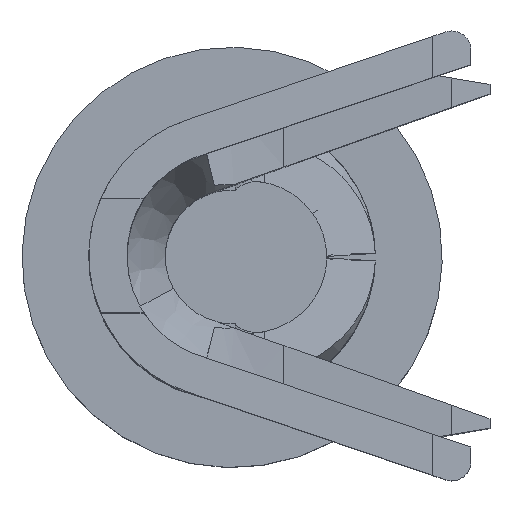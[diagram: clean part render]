
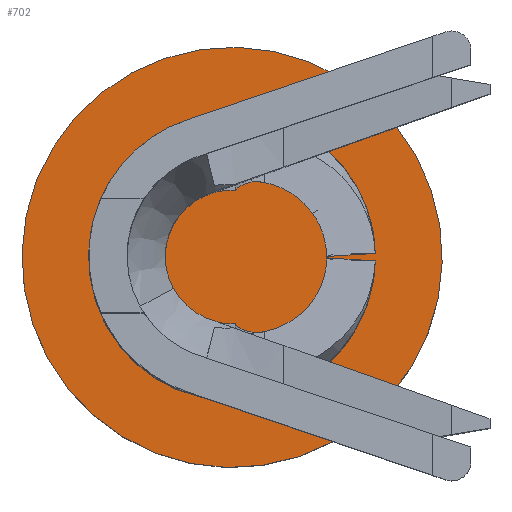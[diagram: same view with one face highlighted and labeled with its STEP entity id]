
A CAD part, top view. The second image highlights one B-rep face of the part: STEP entity #702.
In plain terms, the highlighted planar face has unit normal (0, 0, 1).
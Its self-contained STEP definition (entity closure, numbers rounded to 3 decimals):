
#168=AXIS2_PLACEMENT_3D('Circle Axis2P3D',#166,#167,$) ;
#224=AXIS2_PLACEMENT_3D('Circle Axis2P3D',#222,#223,$) ;
#248=AXIS2_PLACEMENT_3D('Circle Axis2P3D',#246,#247,$) ;
#283=AXIS2_PLACEMENT_3D('Circle Axis2P3D',#281,#282,$) ;
#571=AXIS2_PLACEMENT_3D('Circle Axis2P3D',#569,#570,$) ;
#591=AXIS2_PLACEMENT_3D('Circle Axis2P3D',#589,#590,$) ;
#619=AXIS2_PLACEMENT_3D('Circle Axis2P3D',#617,#618,$) ;
#639=AXIS2_PLACEMENT_3D('Circle Axis2P3D',#637,#638,$) ;
#686=AXIS2_PLACEMENT_3D('Plane Axis2P3D',#683,#684,#685) ;
#166=CARTESIAN_POINT('Axis2P3D Location',(1.1,1.177,9.9)) ;
#170=CARTESIAN_POINT('Vertex',(1.583,1.441,9.9)) ;
#172=CARTESIAN_POINT('Vertex',(0.617,0.914,9.9)) ;
#219=CARTESIAN_POINT('Vertex',(1.758,1.537,9.9)) ;
#222=CARTESIAN_POINT('Axis2P3D Location',(1.1,1.177,9.9)) ;
#226=CARTESIAN_POINT('Vertex',(0.442,0.818,9.9)) ;
#246=CARTESIAN_POINT('Axis2P3D Location',(1.1,1.177,9.9)) ;
#250=CARTESIAN_POINT('Vertex',(2.065,1.705,9.9)) ;
#252=CARTESIAN_POINT('Vertex',(0.135,0.65,9.9)) ;
#281=CARTESIAN_POINT('Axis2P3D Location',(1.1,1.177,9.9)) ;
#569=CARTESIAN_POINT('Axis2P3D Location',(1.1,1.177,9.9)) ;
#573=CARTESIAN_POINT('Vertex',(1.843,1.071,9.9)) ;
#589=CARTESIAN_POINT('Axis2P3D Location',(1.1,1.177,9.9)) ;
#593=CARTESIAN_POINT('Vertex',(1.843,1.283,9.9)) ;
#614=CARTESIAN_POINT('Vertex',(1.64,1.071,9.9)) ;
#617=CARTESIAN_POINT('Axis2P3D Location',(1.1,1.177,9.9)) ;
#634=CARTESIAN_POINT('Vertex',(1.64,1.283,9.9)) ;
#637=CARTESIAN_POINT('Axis2P3D Location',(1.1,1.177,9.9)) ;
#654=CARTESIAN_POINT('Line Origine',(1.741,1.071,9.9)) ;
#671=CARTESIAN_POINT('Line Origine',(1.741,1.283,9.9)) ;
#683=CARTESIAN_POINT('Axis2P3D Location',(1.65,1.177,9.9)) ;
#167=DIRECTION('Axis2P3D Direction',(0.,-0.,1.)) ;
#223=DIRECTION('Axis2P3D Direction',(0.,-0.,1.)) ;
#247=DIRECTION('Axis2P3D Direction',(0.,-0.,1.)) ;
#282=DIRECTION('Axis2P3D Direction',(0.,-0.,1.)) ;
#570=DIRECTION('Axis2P3D Direction',(0.,-0.,1.)) ;
#590=DIRECTION('Axis2P3D Direction',(0.,-0.,1.)) ;
#618=DIRECTION('Axis2P3D Direction',(0.,-0.,1.)) ;
#638=DIRECTION('Axis2P3D Direction',(0.,-0.,1.)) ;
#655=DIRECTION('Vector Direction',(1.,0.,0.)) ;
#672=DIRECTION('Vector Direction',(1.,0.,0.)) ;
#684=DIRECTION('Axis2P3D Direction',(0.,-0.,1.)) ;
#685=DIRECTION('Axis2P3D XDirection',(1.,0.,0.)) ;
#656=VECTOR('Line Direction',#655,1.) ;
#673=VECTOR('Line Direction',#672,1.) ;
#689=ORIENTED_EDGE('',*,*,#285,.T.) ;
#690=ORIENTED_EDGE('',*,*,#254,.T.) ;
#693=ORIENTED_EDGE('',*,*,#641,.T.) ;
#694=ORIENTED_EDGE('',*,*,#174,.T.) ;
#695=ORIENTED_EDGE('',*,*,#621,.T.) ;
#696=ORIENTED_EDGE('',*,*,#658,.T.) ;
#697=ORIENTED_EDGE('',*,*,#575,.F.) ;
#698=ORIENTED_EDGE('',*,*,#228,.F.) ;
#699=ORIENTED_EDGE('',*,*,#595,.F.) ;
#700=ORIENTED_EDGE('',*,*,#675,.F.) ;
#701=FACE_BOUND('',#692,.T.) ;
#702=ADVANCED_FACE('Hauptkoerper',(#691,#701),#687,.T.) ;
#169=CIRCLE('generated circle',#168,0.55) ;
#225=CIRCLE('generated circle',#224,0.75) ;
#249=CIRCLE('generated circle',#248,1.1) ;
#284=CIRCLE('generated circle',#283,1.1) ;
#572=CIRCLE('generated circle',#571,0.75) ;
#592=CIRCLE('generated circle',#591,0.75) ;
#620=CIRCLE('generated circle',#619,0.55) ;
#640=CIRCLE('generated circle',#639,0.55) ;
#174=EDGE_CURVE('',#171,#173,#169,.T.) ;
#228=EDGE_CURVE('',#220,#227,#225,.T.) ;
#254=EDGE_CURVE('',#251,#253,#249,.T.) ;
#285=EDGE_CURVE('',#253,#251,#284,.T.) ;
#575=EDGE_CURVE('',#227,#574,#572,.T.) ;
#595=EDGE_CURVE('',#594,#220,#592,.T.) ;
#621=EDGE_CURVE('',#173,#615,#620,.T.) ;
#641=EDGE_CURVE('',#635,#171,#640,.T.) ;
#658=EDGE_CURVE('',#615,#574,#657,.T.) ;
#675=EDGE_CURVE('',#635,#594,#674,.T.) ;
#688=EDGE_LOOP('',(#689,#690)) ;
#692=EDGE_LOOP('',(#693,#694,#695,#696,#697,#698,#699,#700)) ;
#691=FACE_OUTER_BOUND('',#688,.T.) ;
#657=LINE('Line',#654,#656) ;
#674=LINE('Line',#671,#673) ;
#687=PLANE('',#686) ;
#171=VERTEX_POINT('',#170) ;
#173=VERTEX_POINT('',#172) ;
#220=VERTEX_POINT('',#219) ;
#227=VERTEX_POINT('',#226) ;
#251=VERTEX_POINT('',#250) ;
#253=VERTEX_POINT('',#252) ;
#574=VERTEX_POINT('',#573) ;
#594=VERTEX_POINT('',#593) ;
#615=VERTEX_POINT('',#614) ;
#635=VERTEX_POINT('',#634) ;
